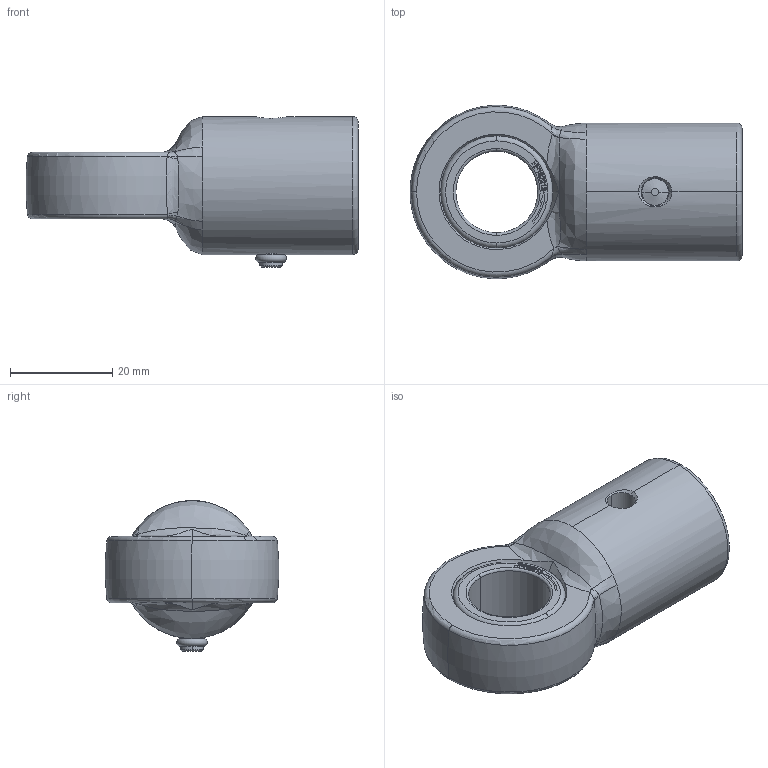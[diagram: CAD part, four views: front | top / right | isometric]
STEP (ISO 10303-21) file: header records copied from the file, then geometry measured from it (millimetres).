
FILE_DESCRIPTION(('HOOPS Exchange Step'),'2;1');
FILE_NAME('export-E09B8BC2-0341-4C0C-BCB5-C677E7EDCB9E.stp','2024-07-29T14:46:11+02:00',('Gebruiker'),('Alibre'),'HOOPS Exchange 2023.0','Alibre','Unknown authorisation');
FILE_SCHEMA( ('AP242_MANAGED_MODEL_BASED_3D_ENGINEERING_MIM_LF {1 0 10303 442 1 1 4 }') );
Length unit declared in the file: millimetre
Products named in the file (5): 6662 Wrench for micRun MR11 Nut, A-FLS_16 (4); 6662 Wrench for micRun MR11 Nut, A-FLS_16 (3); 6662 Wrench for micRun MR11 Nut, A-FLS_16 (1); 6662 Wrench for micRun MR11 Nut, A-FLS_16 (2); 6662 Wrench for micRun MR11 Nut, A-FLS_16
Assembly tree (4 placements, depth 2):
  6662 Wrench for micRun MR11 Nut, A-FLS_16
    6662 Wrench for micRun MR11 Nut, A-FLS_16 (4)
    6662 Wrench for micRun MR11 Nut, A-FLS_16 (3)
    6662 Wrench for micRun MR11 Nut, A-FLS_16 (1)
    6662 Wrench for micRun MR11 Nut, A-FLS_16 (2)
Bounding box: 64.96 x 33.89 x 29.5 mm (x, y, z)
Volume: 22396.9 mm3; surface area: 9780.2 mm2
Topology: 4 solids, 4 shells, 175 faces, 445 edges, 278 vertices
Faces by surface type: plane 70, bspline 38, cylinder 28, cone 20, torus 19
Entity records: 43296 total; most frequent: CARTESIAN_POINT 38942, ORIENTED_EDGE 880, DIRECTION 688, EDGE_CURVE 440, VERTEX_POINT 278, AXIS2_PLACEMENT_3D 238, VECTOR 212, LINE 212
